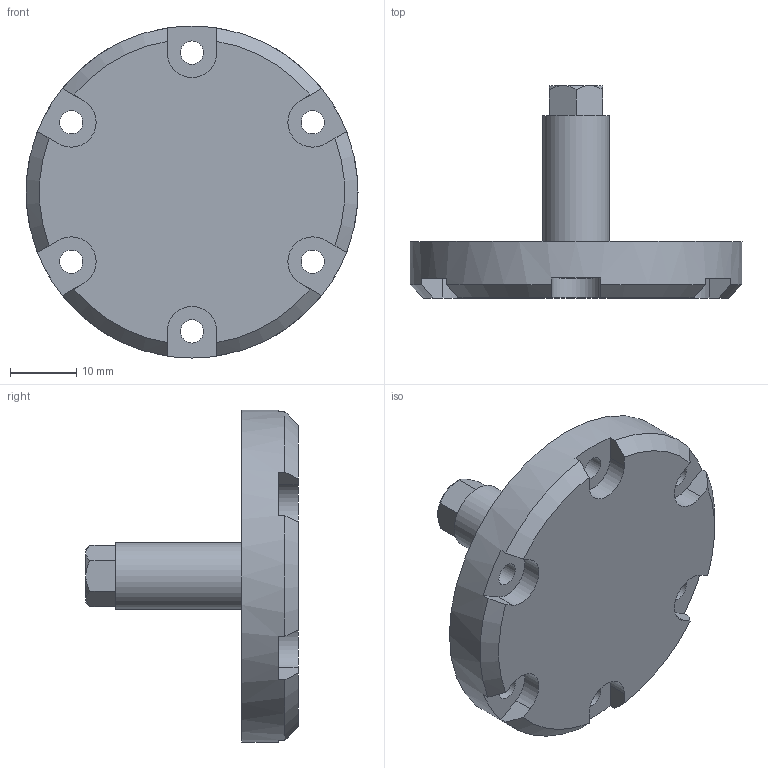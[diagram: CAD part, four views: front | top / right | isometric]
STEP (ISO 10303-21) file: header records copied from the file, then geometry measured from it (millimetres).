
FILE_DESCRIPTION(/* description */ (''),/* implementation_level */ '2;1');
FILE_NAME(/* name */ 'J1_SHAFT_BASE.stp',/* time_stamp */ '2022-07-20T21:20:27+09:00',/* author */ (''),/* organization */ (''),/* preprocessor_version */ 'ST-DEVELOPER v16.7',/* originating_system */ '',/* authorisation */ '');
FILE_SCHEMA (('AUTOMOTIVE_DESIGN { 1 0 10303 214 3 1 1 1 }'));
Length unit declared in the file: millimetre
Products named in the file (1): J1_SHAFT_BASE
Bounding box: 50 x 32 x 50 mm (x, y, z)
Volume: 11183.7 mm3; surface area: 7294.7 mm2
Topology: 1 solids, 1 shells, 60 faces, 160 edges, 112 vertices
Faces by surface type: plane 31, cylinder 17, cone 12
Full cylindrical faces by diameter (mm): 2.4 x1, 3.5 x6, 10 x1, 32 x1, 37.3 x1, 50 x1
Entity records: 1920 total; most frequent: CARTESIAN_POINT 392, DIRECTION 305, ORIENTED_EDGE 282, EDGE_CURVE 141, AXIS2_PLACEMENT_3D 121, VERTEX_POINT 99, EDGE_LOOP 88, LINE 63
